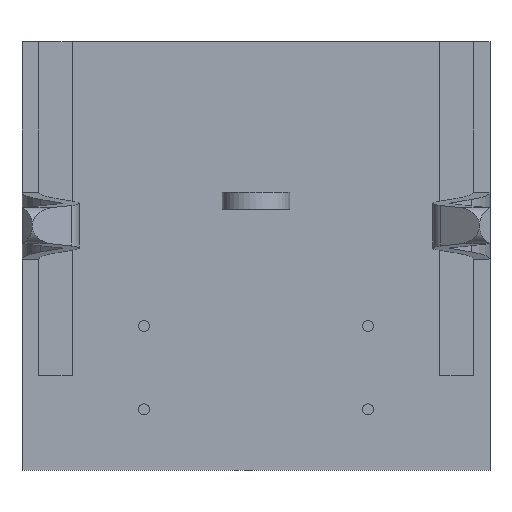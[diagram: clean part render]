
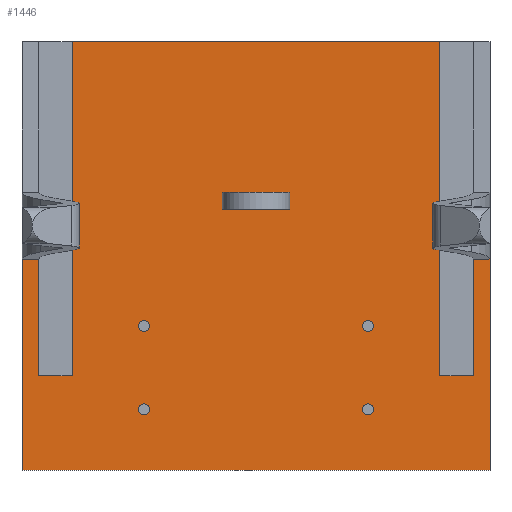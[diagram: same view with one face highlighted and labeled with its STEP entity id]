
A CAD part, front view. The second image highlights one B-rep face of the part: STEP entity #1446.
In plain terms, the highlighted planar face has unit normal (0, -1, 0).
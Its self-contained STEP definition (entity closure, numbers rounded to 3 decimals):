
#81=LINE($,#2158,#223);
#89=LINE($,#2199,#231);
#92=LINE($,#2207,#234);
#95=LINE($,#2213,#237);
#98=LINE($,#2220,#240);
#137=LINE($,#2356,#279);
#146=LINE($,#2371,#288);
#158=LINE($,#2395,#300);
#160=LINE($,#2399,#302);
#163=LINE($,#2406,#305);
#164=LINE($,#2409,#306);
#165=LINE($,#2411,#307);
#166=LINE($,#2413,#308);
#167=LINE($,#2414,#309);
#168=LINE($,#2415,#310);
#169=LINE($,#2416,#311);
#223=VECTOR($,#1731,11.);
#231=VECTOR($,#1773,2.03);
#234=VECTOR($,#1780,0.5);
#237=VECTOR($,#1785,0.5);
#240=VECTOR($,#1794,2.03);
#279=VECTOR($,#1927,6.32);
#288=VECTOR($,#1944,6.32);
#300=VECTOR($,#1970,0.5);
#302=VECTOR($,#1974,0.5);
#305=VECTOR($,#1981,3.49);
#306=VECTOR($,#1984,10.);
#307=VECTOR($,#1985,10.);
#308=VECTOR($,#1986,1.);
#309=VECTOR($,#1987,3.49);
#310=VECTOR($,#1988,14.);
#311=VECTOR($,#1989,1.);
#372=PLANE($,#1590);
#399=FACE_BOUND($,#578,.T.);
#400=FACE_BOUND($,#579,.T.);
#401=FACE_BOUND($,#580,.T.);
#402=FACE_BOUND($,#581,.T.);
#403=FACE_BOUND($,#582,.T.);
#404=FACE_BOUND($,#583,.T.);
#578=EDGE_LOOP($,(#1255));
#579=EDGE_LOOP($,(#1256));
#580=EDGE_LOOP($,(#1257));
#581=EDGE_LOOP($,(#1258));
#582=EDGE_LOOP($,(#1259,#1260,#1261,#1262));
#583=EDGE_LOOP($,(#1263,#1264,#1265,#1266,#1267,#1268,#1269,#1270,#1271,
#1272,#1273,#1274));
#620=CIRCLE($,#1508,0.165);
#622=CIRCLE($,#1512,0.165);
#624=CIRCLE($,#1516,0.165);
#626=CIRCLE($,#1520,0.165);
#671=VERTEX_POINT($,#2155);
#672=VERTEX_POINT($,#2157);
#680=VERTEX_POINT($,#2175);
#682=VERTEX_POINT($,#2181);
#684=VERTEX_POINT($,#2187);
#686=VERTEX_POINT($,#2193);
#687=VERTEX_POINT($,#2197);
#688=VERTEX_POINT($,#2198);
#691=VERTEX_POINT($,#2206);
#693=VERTEX_POINT($,#2212);
#743=VERTEX_POINT($,#2353);
#744=VERTEX_POINT($,#2355);
#745=VERTEX_POINT($,#2368);
#746=VERTEX_POINT($,#2370);
#751=VERTEX_POINT($,#2392);
#752=VERTEX_POINT($,#2397);
#754=VERTEX_POINT($,#2404);
#755=VERTEX_POINT($,#2408);
#756=VERTEX_POINT($,#2410);
#757=VERTEX_POINT($,#2412);
#817=EDGE_CURVE($,#671,#672,#81,.T.);
#826=EDGE_CURVE($,#680,#680,#620,.T.);
#828=EDGE_CURVE($,#682,#682,#622,.T.);
#830=EDGE_CURVE($,#684,#684,#624,.T.);
#832=EDGE_CURVE($,#686,#686,#626,.T.);
#833=EDGE_CURVE($,#687,#688,#89,.T.);
#837=EDGE_CURVE($,#691,#687,#92,.T.);
#840=EDGE_CURVE($,#688,#693,#95,.T.);
#844=EDGE_CURVE($,#693,#691,#98,.T.);
#911=EDGE_CURVE($,#743,#744,#137,.T.);
#920=EDGE_CURVE($,#746,#745,#146,.T.);
#932=EDGE_CURVE($,#751,#744,#158,.T.);
#934=EDGE_CURVE($,#745,#752,#160,.T.);
#937=EDGE_CURVE($,#752,#754,#163,.T.);
#938=EDGE_CURVE($,#755,#672,#164,.T.);
#939=EDGE_CURVE($,#671,#756,#165,.T.);
#940=EDGE_CURVE($,#756,#757,#166,.T.);
#941=EDGE_CURVE($,#757,#751,#167,.T.);
#942=EDGE_CURVE($,#743,#746,#168,.T.);
#943=EDGE_CURVE($,#754,#755,#169,.T.);
#1255=ORIENTED_EDGE($,*,*,#826,.T.);
#1256=ORIENTED_EDGE($,*,*,#828,.T.);
#1257=ORIENTED_EDGE($,*,*,#830,.T.);
#1258=ORIENTED_EDGE($,*,*,#832,.T.);
#1259=ORIENTED_EDGE($,*,*,#837,.T.);
#1260=ORIENTED_EDGE($,*,*,#833,.T.);
#1261=ORIENTED_EDGE($,*,*,#840,.T.);
#1262=ORIENTED_EDGE($,*,*,#844,.T.);
#1263=ORIENTED_EDGE($,*,*,#938,.T.);
#1264=ORIENTED_EDGE($,*,*,#817,.F.);
#1265=ORIENTED_EDGE($,*,*,#939,.T.);
#1266=ORIENTED_EDGE($,*,*,#940,.T.);
#1267=ORIENTED_EDGE($,*,*,#941,.T.);
#1268=ORIENTED_EDGE($,*,*,#932,.T.);
#1269=ORIENTED_EDGE($,*,*,#911,.F.);
#1270=ORIENTED_EDGE($,*,*,#942,.T.);
#1271=ORIENTED_EDGE($,*,*,#920,.T.);
#1272=ORIENTED_EDGE($,*,*,#934,.T.);
#1273=ORIENTED_EDGE($,*,*,#937,.T.);
#1274=ORIENTED_EDGE($,*,*,#943,.T.);
#1446=ADVANCED_FACE($,(#399,#400,#401,#402,#403,#404),#372,.T.);
#1508=AXIS2_PLACEMENT_3D($,#2176,#1743,#1744);
#1512=AXIS2_PLACEMENT_3D($,#2182,#1751,#1752);
#1516=AXIS2_PLACEMENT_3D($,#2188,#1759,#1760);
#1520=AXIS2_PLACEMENT_3D($,#2194,#1767,#1768);
#1590=AXIS2_PLACEMENT_3D($,#2407,#1982,#1983);
#1731=DIRECTION($,(1.,0.,0.));
#1743=DIRECTION('center_axis',(0.,1.,0.));
#1744=DIRECTION('ref_axis',(-1.,0.,0.));
#1751=DIRECTION('center_axis',(0.,1.,0.));
#1752=DIRECTION('ref_axis',(-1.,0.,0.));
#1759=DIRECTION('center_axis',(0.,1.,0.));
#1760=DIRECTION('ref_axis',(-1.,0.,0.));
#1767=DIRECTION('center_axis',(0.,1.,0.));
#1768=DIRECTION('ref_axis',(-1.,0.,0.));
#1773=DIRECTION($,(-1.,0.,0.));
#1780=DIRECTION($,(0.,0.,-1.));
#1785=DIRECTION($,(0.,0.,1.));
#1794=DIRECTION($,(1.,0.,0.));
#1927=DIRECTION($,(0.,0.,1.));
#1944=DIRECTION($,(0.,0.,1.));
#1970=DIRECTION($,(-1.,0.,0.));
#1974=DIRECTION($,(-1.,0.,0.));
#1981=DIRECTION($,(0.,0.,-1.));
#1982=DIRECTION('center_axis',(0.,-1.,0.));
#1983=DIRECTION('ref_axis',(1.,0.,0.));
#1984=DIRECTION($,(0.,0.,1.));
#1985=DIRECTION($,(0.,0.,-1.));
#1986=DIRECTION($,(-1.,0.,0.));
#1987=DIRECTION($,(0.,0.,1.));
#1988=DIRECTION($,(1.,0.,0.));
#1989=DIRECTION($,(-1.,0.,0.));
#2155=CARTESIAN_POINT('',(-5.5,0.5,12.83));
#2157=CARTESIAN_POINT('',(5.5,0.5,12.83));
#2158=CARTESIAN_POINT($,(-7.,0.5,12.83));
#2175=CARTESIAN_POINT('',(-3.185,0.5,1.83));
#2176=CARTESIAN_POINT('Origin',(-3.35,0.5,1.83));
#2181=CARTESIAN_POINT('',(3.515,0.5,4.32));
#2182=CARTESIAN_POINT('Origin',(3.35,0.5,4.32));
#2187=CARTESIAN_POINT('',(-3.185,0.5,4.32));
#2188=CARTESIAN_POINT('Origin',(-3.35,0.5,4.32));
#2193=CARTESIAN_POINT('',(3.515,0.5,1.83));
#2194=CARTESIAN_POINT('Origin',(3.35,0.5,1.83));
#2197=CARTESIAN_POINT('',(1.015,0.5,7.82));
#2198=CARTESIAN_POINT('',(-1.015,0.5,7.82));
#2199=CARTESIAN_POINT($,(-3.5,0.5,7.82));
#2206=CARTESIAN_POINT('',(1.015,0.5,8.32));
#2207=CARTESIAN_POINT($,(1.015,0.5,4.16));
#2212=CARTESIAN_POINT('',(-1.015,0.5,8.32));
#2213=CARTESIAN_POINT($,(-1.015,0.5,4.16));
#2220=CARTESIAN_POINT($,(-3.5,0.5,8.32));
#2353=CARTESIAN_POINT('',(-7.,0.5,0.));
#2355=CARTESIAN_POINT('',(-7.,0.5,6.32));
#2356=CARTESIAN_POINT($,(-7.,0.5,0.));
#2368=CARTESIAN_POINT('',(7.,0.5,6.32));
#2370=CARTESIAN_POINT('',(7.,0.5,0.));
#2371=CARTESIAN_POINT($,(7.,0.5,0.));
#2392=CARTESIAN_POINT('',(-6.5,0.5,6.32));
#2395=CARTESIAN_POINT($,(-7.,0.5,6.32));
#2397=CARTESIAN_POINT('',(6.5,0.5,6.32));
#2399=CARTESIAN_POINT($,(-7.,0.5,6.32));
#2404=CARTESIAN_POINT('',(6.5,0.5,2.83));
#2406=CARTESIAN_POINT($,(6.5,0.5,6.415));
#2407=CARTESIAN_POINT('Origin',(-7.,0.5,0.));
#2408=CARTESIAN_POINT('',(5.5,0.5,2.83));
#2409=CARTESIAN_POINT($,(5.5,0.5,6.415));
#2410=CARTESIAN_POINT('',(-5.5,0.5,2.83));
#2411=CARTESIAN_POINT($,(-5.5,0.5,6.415));
#2412=CARTESIAN_POINT('',(-6.5,0.5,2.83));
#2413=CARTESIAN_POINT($,(-6.5,0.5,2.83));
#2414=CARTESIAN_POINT($,(-6.5,0.5,6.415));
#2415=CARTESIAN_POINT($,(-7.,0.5,0.));
#2416=CARTESIAN_POINT($,(-0.5,0.5,2.83));
